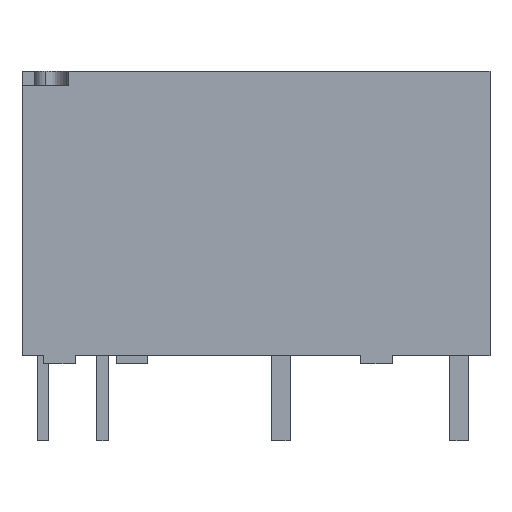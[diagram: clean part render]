
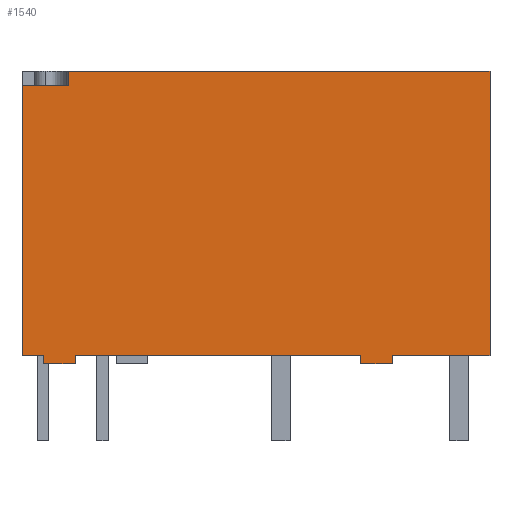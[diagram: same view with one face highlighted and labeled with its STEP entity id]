
A CAD part, top view. The second image highlights one B-rep face of the part: STEP entity #1540.
In plain terms, the highlighted planar face has unit normal (0, 0, 1).
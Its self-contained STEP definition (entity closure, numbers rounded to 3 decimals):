
#30 = CARTESIAN_POINT ( 'NONE',  ( -16.68, 12.5, 3.8 ) ) ;
#45 = CARTESIAN_POINT ( 'NONE',  ( -18.68, 11.9, 3.8 ) ) ;
#53 = EDGE_CURVE ( 'NONE', #1858, #278, #57, .T. ) ;
#57 = LINE ( 'NONE', #58, #59 ) ;
#58 = CARTESIAN_POINT ( 'NONE',  ( -17.755, 0., 3.8 ) ) ;
#59 = VECTOR ( 'NONE', #60, 1000. ) ;
#60 = DIRECTION ( 'NONE',  ( 1., 0., 0. ) ) ;
#99 = CARTESIAN_POINT ( 'NONE',  ( 1.32, 12.5, 3.8 ) ) ;
#182 = CARTESIAN_POINT ( 'NONE',  ( -16.405, 0., 3.8 ) ) ;
#193 = LINE ( 'NONE', #194, #195 ) ;
#194 = CARTESIAN_POINT ( 'NONE',  ( -2.855, -1.423, 3.8 ) ) ;
#195 = VECTOR ( 'NONE', #196, 1000. ) ;
#196 = DIRECTION ( 'NONE',  ( 0., 1., 0. ) ) ;
#199 = LINE ( 'NONE', #200, #201 ) ;
#200 = CARTESIAN_POINT ( 'NONE',  ( -18.68, 11.9, 3.8 ) ) ;
#201 = VECTOR ( 'NONE', #202, 1000. ) ;
#202 = DIRECTION ( 'NONE',  ( 1., 0., 0. ) ) ;
#217 = LINE ( 'NONE', #218, #219 ) ;
#218 = CARTESIAN_POINT ( 'NONE',  ( -16.405, -1.423, 3.8 ) ) ;
#219 = VECTOR ( 'NONE', #220, 1000. ) ;
#220 = DIRECTION ( 'NONE',  ( 0., 1., 0. ) ) ;
#230 = FACE_OUTER_BOUND ( 'NONE', #1519, .T. ) ;
#231 = PLANE ( 'NONE',  #232 ) ;
#232 = AXIS2_PLACEMENT_3D ( 'NONE', #233, #234, #235 ) ;
#233 = CARTESIAN_POINT ( 'NONE',  ( -18.68, 12.5, 3.8 ) ) ;
#234 = DIRECTION ( 'NONE',  ( 0., 0., -1. ) ) ;
#235 = DIRECTION ( 'NONE',  ( -1., 0., 0. ) ) ;
#241 = ORIENTED_EDGE ( 'NONE', *, *, #1908, .F. ) ;
#278 = VERTEX_POINT ( 'NONE', #182 ) ;
#359 = LINE ( 'NONE', #362, #363 ) ;
#362 = CARTESIAN_POINT ( 'NONE',  ( -16.68, 11.9, 3.8 ) ) ;
#363 = VECTOR ( 'NONE', #364, 1000. ) ;
#364 = DIRECTION ( 'NONE',  ( 0., 1., 0. ) ) ;
#374 = LINE ( 'NONE', #375, #376 ) ;
#375 = CARTESIAN_POINT ( 'NONE',  ( -18.68, 0.35, 3.8 ) ) ;
#376 = VECTOR ( 'NONE', #377, 1000. ) ;
#377 = DIRECTION ( 'NONE',  ( 1., 0., 0. ) ) ;
#471 = CARTESIAN_POINT ( 'NONE',  ( -18.68, 0.35, 3.8 ) ) ;
#494 = LINE ( 'NONE', #495, #496 ) ;
#495 = CARTESIAN_POINT ( 'NONE',  ( -17.755, -1.423, 3.8 ) ) ;
#496 = VECTOR ( 'NONE', #497, 1000. ) ;
#497 = DIRECTION ( 'NONE',  ( 0., 1., 0. ) ) ;
#498 = LINE ( 'NONE', #499, #500 ) ;
#499 = CARTESIAN_POINT ( 'NONE',  ( -18.68, 0.35, 3.8 ) ) ;
#500 = VECTOR ( 'NONE', #504, 1000. ) ;
#504 = DIRECTION ( 'NONE',  ( 1., 0., 0. ) ) ;
#626 = CARTESIAN_POINT ( 'NONE',  ( -4.205, 0., 3.8 ) ) ;
#662 = LINE ( 'NONE', #663, #664 ) ;
#663 = CARTESIAN_POINT ( 'NONE',  ( -18.68, 12.5, 3.8 ) ) ;
#664 = VECTOR ( 'NONE', #665, 1000. ) ;
#665 = DIRECTION ( 'NONE',  ( 0., -1., 0. ) ) ;
#666 = LINE ( 'NONE', #667, #668 ) ;
#667 = CARTESIAN_POINT ( 'NONE',  ( -18.68, 0.35, 3.8 ) ) ;
#668 = VECTOR ( 'NONE', #669, 1000. ) ;
#669 = DIRECTION ( 'NONE',  ( 1., 0., 0. ) ) ;
#775 = CARTESIAN_POINT ( 'NONE',  ( -2.855, 0.35, 3.8 ) ) ;
#781 = LINE ( 'NONE', #782, #783 ) ;
#782 = CARTESIAN_POINT ( 'NONE',  ( -18.68, 12.5, 3.8 ) ) ;
#783 = VECTOR ( 'NONE', #784, 1000. ) ;
#784 = DIRECTION ( 'NONE',  ( 1., 0., 0. ) ) ;
#959 = CARTESIAN_POINT ( 'NONE',  ( -17.755, 0., 3.8 ) ) ;
#1037 = CARTESIAN_POINT ( 'NONE',  ( 1.32, 0.35, 3.8 ) ) ;
#1204 = CARTESIAN_POINT ( 'NONE',  ( -4.205, 0.35, 3.8 ) ) ;
#1205 = CARTESIAN_POINT ( 'NONE',  ( -16.68, 11.9, 3.8 ) ) ;
#1213 = LINE ( 'NONE', #1214, #1215 ) ;
#1214 = CARTESIAN_POINT ( 'NONE',  ( -4.205, 0., 3.8 ) ) ;
#1215 = VECTOR ( 'NONE', #1216, 1000. ) ;
#1216 = DIRECTION ( 'NONE',  ( 1., 0., 0. ) ) ;
#1232 = CARTESIAN_POINT ( 'NONE',  ( -17.755, 0.35, 3.8 ) ) ;
#1242 = CARTESIAN_POINT ( 'NONE',  ( -2.855, 0., 3.8 ) ) ;
#1243 = LINE ( 'NONE', #1244, #1245 ) ;
#1244 = CARTESIAN_POINT ( 'NONE',  ( 1.32, 12.5, 3.8 ) ) ;
#1245 = VECTOR ( 'NONE', #1246, 1000. ) ;
#1246 = DIRECTION ( 'NONE',  ( 0., -1., 0. ) ) ;
#1282 = LINE ( 'NONE', #1283, #1284 ) ;
#1283 = CARTESIAN_POINT ( 'NONE',  ( -4.205, -1.423, 3.8 ) ) ;
#1284 = VECTOR ( 'NONE', #1285, 1000. ) ;
#1285 = DIRECTION ( 'NONE',  ( 0., 1., 0. ) ) ;
#1395 = CARTESIAN_POINT ( 'NONE',  ( -16.405, 0.35, 3.8 ) ) ;
#1475 = VERTEX_POINT ( 'NONE', #45 ) ;
#1483 = ORIENTED_EDGE ( 'NONE', *, *, #1794, .T. ) ;
#1490 = VERTEX_POINT ( 'NONE', #99 ) ;
#1519 = EDGE_LOOP ( 'NONE', ( #1625, #1799, #1848, #1878, #1906, #1556, #1894, #1802, #1692, #1749, #1872, #1483, #1807, #241 ) ) ;
#1528 = EDGE_CURVE ( 'NONE', #1475, #1726, #199, .T. ) ;
#1534 = EDGE_CURVE ( 'NONE', #278, #1765, #217, .T. ) ;
#1540 = ADVANCED_FACE ( 'NONE', ( #230 ), #231, .F. ) ;
#1556 = ORIENTED_EDGE ( 'NONE', *, *, #1595, .F. ) ;
#1568 = EDGE_CURVE ( 'NONE', #1583, #1903, #374, .T. ) ;
#1583 = VERTEX_POINT ( 'NONE', #471 ) ;
#1595 = EDGE_CURVE ( 'NONE', #1858, #1903, #494, .T. ) ;
#1625 = ORIENTED_EDGE ( 'NONE', *, *, #1645, .F. ) ;
#1630 = EDGE_CURVE ( 'NONE', #1643, #1687, #666, .T. ) ;
#1643 = VERTEX_POINT ( 'NONE', #775 ) ;
#1645 = EDGE_CURVE ( 'NONE', #1927, #1490, #781, .T. ) ;
#1687 = VERTEX_POINT ( 'NONE', #1037 ) ;
#1692 = ORIENTED_EDGE ( 'NONE', *, *, #1824, .T. ) ;
#1725 = VERTEX_POINT ( 'NONE', #1204 ) ;
#1726 = VERTEX_POINT ( 'NONE', #1205 ) ;
#1742 = EDGE_CURVE ( 'NONE', #1771, #1725, #1282, .T. ) ;
#1749 = ORIENTED_EDGE ( 'NONE', *, *, #1742, .F. ) ;
#1765 = VERTEX_POINT ( 'NONE', #1395 ) ;
#1771 = VERTEX_POINT ( 'NONE', #626 ) ;
#1775 = EDGE_CURVE ( 'NONE', #1475, #1583, #662, .T. ) ;
#1794 = EDGE_CURVE ( 'NONE', #1907, #1643, #193, .T. ) ;
#1799 = ORIENTED_EDGE ( 'NONE', *, *, #1803, .F. ) ;
#1802 = ORIENTED_EDGE ( 'NONE', *, *, #1534, .T. ) ;
#1803 = EDGE_CURVE ( 'NONE', #1726, #1927, #359, .T. ) ;
#1807 = ORIENTED_EDGE ( 'NONE', *, *, #1630, .T. ) ;
#1824 = EDGE_CURVE ( 'NONE', #1765, #1725, #498, .T. ) ;
#1848 = ORIENTED_EDGE ( 'NONE', *, *, #1528, .F. ) ;
#1858 = VERTEX_POINT ( 'NONE', #959 ) ;
#1872 = ORIENTED_EDGE ( 'NONE', *, *, #1899, .T. ) ;
#1878 = ORIENTED_EDGE ( 'NONE', *, *, #1775, .T. ) ;
#1894 = ORIENTED_EDGE ( 'NONE', *, *, #53, .T. ) ;
#1899 = EDGE_CURVE ( 'NONE', #1771, #1907, #1213, .T. ) ;
#1903 = VERTEX_POINT ( 'NONE', #1232 ) ;
#1906 = ORIENTED_EDGE ( 'NONE', *, *, #1568, .T. ) ;
#1907 = VERTEX_POINT ( 'NONE', #1242 ) ;
#1908 = EDGE_CURVE ( 'NONE', #1490, #1687, #1243, .T. ) ;
#1927 = VERTEX_POINT ( 'NONE', #30 ) ;
